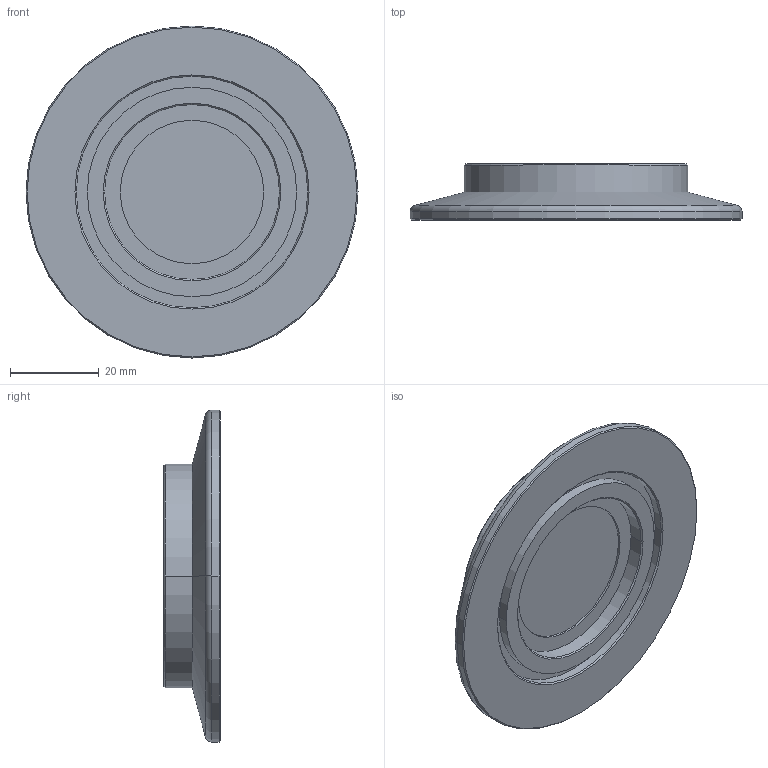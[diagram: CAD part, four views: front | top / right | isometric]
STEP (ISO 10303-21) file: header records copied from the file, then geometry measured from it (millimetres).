
FILE_DESCRIPTION (( 'STEP AP214' ), '1' );
FILE_NAME ('Hositrad_KVP50.STEP', '2016-10-06T09:44:05', ( '' ), ( '' ), 'SwSTEP 2.0', 'SolidWorks 2016', '' );
FILE_SCHEMA (( 'AUTOMOTIVE_DESIGN' ));
Length unit declared in the file: millimetre
Products named in the file (3): Glass-KF-All_KF50VP-Spinning; KF50VP_KF50; Hositrad_KVP50
Assembly tree (2 placements, depth 2):
  Hositrad_KVP50
    KF50VP_KF50
    Glass-KF-All_KF50VP-Spinning
Bounding box: 75 x 12.7 x 75 mm (x, y, z)
Volume: 22461.5 mm3; surface area: 15332.3 mm2
Topology: 2 solids, 2 shells, 48 faces, 94 edges, 56 vertices
Faces by surface type: cylinder 18, cone 10, torus 10, plane 10
Entity records: 1402 total; most frequent: DIRECTION 266, CARTESIAN_POINT 203, ORIENTED_EDGE 188, AXIS2_PLACEMENT_3D 119, EDGE_CURVE 94, CIRCLE 66, VERTEX_POINT 56, EDGE_LOOP 56
